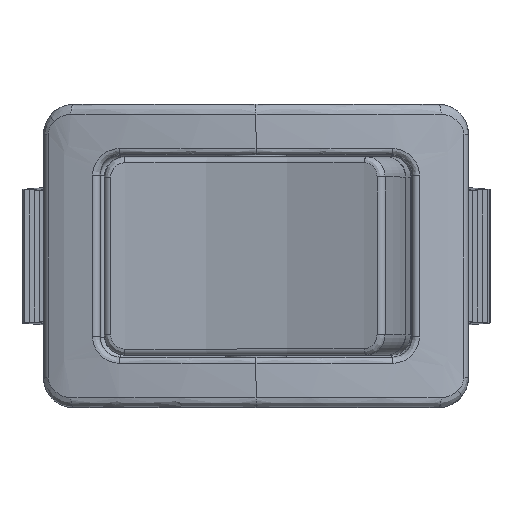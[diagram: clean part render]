
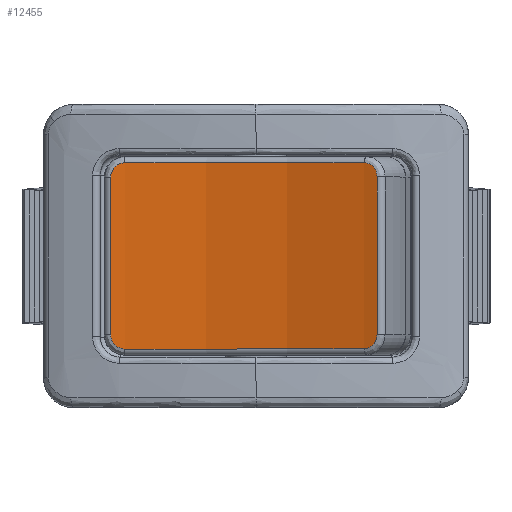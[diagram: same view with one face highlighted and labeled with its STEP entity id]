
A CAD part, top view. The second image highlights one B-rep face of the part: STEP entity #12455.
In plain terms, the highlighted cylindrical face has radius 30 mm (diameter 60 mm), a partial arc.
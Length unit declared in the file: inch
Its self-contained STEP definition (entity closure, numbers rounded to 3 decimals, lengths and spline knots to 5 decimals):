
#66=B_SPLINE_CURVE_WITH_KNOTS('',3,(#17855,#17856,#17857,#17858,#17859,
#17860,#17861,#17862,#17863,#17864,#17865,#17866,#17867,#17868,#17869,#17870,
#17871,#17872),.UNSPECIFIED.,.F.,.F.,(4,2,2,2,2,2,2,2,4),(0.,
0.11372,0.24422,0.37485,0.5,0.63673,
0.76753,0.89828,1.),.UNSPECIFIED.);
#67=B_SPLINE_CURVE_WITH_KNOTS('',3,(#17874,#17875,#17876,#17877,#17878,
#17879,#17880,#17881,#17882,#17883,#17884,#17885,#17886,#17887,#17888,#17889,
#17890,#17891),.UNSPECIFIED.,.F.,.F.,(4,2,2,2,2,2,2,2,4),(0.,
0.10172,0.23247,0.36327,0.5,0.62515,
0.75578,0.88628,1.),.UNSPECIFIED.);
#68=B_SPLINE_CURVE_WITH_KNOTS('',3,(#17895,#17896,#17897,#17898,#17899,
#17900,#17901,#17902,#17903,#17904,#17905,#17906,#17907,#17908,#17909,#17910,
#17911,#17912),.UNSPECIFIED.,.F.,.F.,(4,2,2,2,2,2,2,2,4),(0.,
0.1015,0.232,0.36261,0.5,0.62448,
0.75528,0.88604,1.),.UNSPECIFIED.);
#69=B_SPLINE_CURVE_WITH_KNOTS('',3,(#17916,#17917,#17918,#17919,#17920,
#17921,#17922,#17923,#17924,#17925,#17926,#17927,#17928,#17929,#17930,#17931,
#17932,#17933),.UNSPECIFIED.,.F.,.F.,(4,2,2,2,2,2,2,2,4),(0.,
0.11396,0.24472,0.37552,0.5,0.63739,
0.768,0.8985,1.),.UNSPECIFIED.);
#684=FACE_OUTER_BOUND('',#1375,.T.);
#1375=EDGE_LOOP('',(#8534,#8535,#8536,#8537,#8538,#8539,#8540,#8541));
#2216=CIRCLE('',#13197,1.1811);
#2219=CIRCLE('',#13201,1.1811);
#2540=LINE('',#17893,#3930);
#2541=LINE('',#17934,#3931);
#3930=VECTOR('',#14334,0.30709);
#3931=VECTOR('',#14337,0.30709);
#5342=VERTEX_POINT('',#17848);
#5343=VERTEX_POINT('',#17849);
#5344=VERTEX_POINT('',#17854);
#5345=VERTEX_POINT('',#17873);
#5346=VERTEX_POINT('',#17892);
#5347=VERTEX_POINT('',#17894);
#5348=VERTEX_POINT('',#17913);
#5349=VERTEX_POINT('',#17915);
#6592=EDGE_CURVE('',#5342,#5343,#2216,.T.);
#6595=EDGE_CURVE('',#5342,#5344,#66,.T.);
#6596=EDGE_CURVE('',#5345,#5343,#67,.T.);
#6597=EDGE_CURVE('',#5346,#5345,#2540,.T.);
#6598=EDGE_CURVE('',#5347,#5346,#68,.T.);
#6599=EDGE_CURVE('',#5347,#5348,#2219,.T.);
#6600=EDGE_CURVE('',#5349,#5348,#69,.T.);
#6601=EDGE_CURVE('',#5344,#5349,#2541,.T.);
#8534=ORIENTED_EDGE('',*,*,#6595,.F.);
#8535=ORIENTED_EDGE('',*,*,#6592,.T.);
#8536=ORIENTED_EDGE('',*,*,#6596,.F.);
#8537=ORIENTED_EDGE('',*,*,#6597,.F.);
#8538=ORIENTED_EDGE('',*,*,#6598,.F.);
#8539=ORIENTED_EDGE('',*,*,#6599,.T.);
#8540=ORIENTED_EDGE('',*,*,#6600,.F.);
#8541=ORIENTED_EDGE('',*,*,#6601,.F.);
#12287=CYLINDRICAL_SURFACE('',#13200,1.1811);
#12455=ADVANCED_FACE('',(#684),#12287,.F.);
#13197=AXIS2_PLACEMENT_3D('',#17850,#14326,#14327);
#13200=AXIS2_PLACEMENT_3D('',#17853,#14332,#14333);
#13201=AXIS2_PLACEMENT_3D('',#17914,#14335,#14336);
#14326=DIRECTION('center_axis',(0.,1.,0.));
#14327=DIRECTION('ref_axis',(0.384,0.,-0.923));
#14332=DIRECTION('center_axis',(0.,-1.,0.));
#14333=DIRECTION('ref_axis',(0.982,0.,0.191));
#14334=DIRECTION('',(0.,1.,0.));
#14335=DIRECTION('center_axis',(0.,-1.,0.));
#14336=DIRECTION('ref_axis',(-0.01,0.,-1.));
#14337=DIRECTION('',(0.,-1.,0.));
#17848=CARTESIAN_POINT('',(0.21048,0.1811,0.7197));
#17849=CARTESIAN_POINT('',(-0.25534,0.1811,0.62916));
#17850=CARTESIAN_POINT('Origin',(-0.2432,0.1811,1.8102));
#17853=CARTESIAN_POINT('Origin',(-0.2432,0.19291,1.8102));
#17854=CARTESIAN_POINT('',(0.23556,0.15354,0.73048));
#17855=CARTESIAN_POINT('Ctrl Pts',(0.21048,0.1811,
0.7197));
#17856=CARTESIAN_POINT('Ctrl Pts',(0.21198,0.1811,
0.72033));
#17857=CARTESIAN_POINT('Ctrl Pts',(0.21349,0.18095,
0.72096));
#17858=CARTESIAN_POINT('Ctrl Pts',(0.21666,0.18033,0.72229));
#17859=CARTESIAN_POINT('Ctrl Pts',(0.21832,0.1798,
0.72299));
#17860=CARTESIAN_POINT('Ctrl Pts',(0.22151,0.17838,
0.72435));
#17861=CARTESIAN_POINT('Ctrl Pts',(0.22303,0.1775,
0.72501));
#17862=CARTESIAN_POINT('Ctrl Pts',(0.22582,0.17544,
0.72621));
#17863=CARTESIAN_POINT('Ctrl Pts',(0.22709,0.17429,
0.72676));
#17864=CARTESIAN_POINT('Ctrl Pts',(0.22951,0.17163,
0.72781));
#17865=CARTESIAN_POINT('Ctrl Pts',(0.23064,0.17008,0.72831));
#17866=CARTESIAN_POINT('Ctrl Pts',(0.23253,0.16684,
0.72914));
#17867=CARTESIAN_POINT('Ctrl Pts',(0.2333,0.16515,
0.72948));
#17868=CARTESIAN_POINT('Ctrl Pts',(0.23452,0.16162,
0.73002));
#17869=CARTESIAN_POINT('Ctrl Pts',(0.23497,0.15979,
0.73021));
#17870=CARTESIAN_POINT('Ctrl Pts',(0.23545,0.15648,
0.73043));
#17871=CARTESIAN_POINT('Ctrl Pts',(0.23556,0.15501,0.73047));
#17872=CARTESIAN_POINT('Ctrl Pts',(0.23556,0.15354,0.73048));
#17873=CARTESIAN_POINT('',(-0.28262,0.15354,0.62975));
#17874=CARTESIAN_POINT('Ctrl Pts',(-0.28262,0.15354,
0.62975));
#17875=CARTESIAN_POINT('Ctrl Pts',(-0.28262,0.15501,
0.62975));
#17876=CARTESIAN_POINT('Ctrl Pts',(-0.2825,0.15648,
0.62975));
#17877=CARTESIAN_POINT('Ctrl Pts',(-0.28198,0.15979,
0.62973));
#17878=CARTESIAN_POINT('Ctrl Pts',(-0.28149,0.16162,
0.62971));
#17879=CARTESIAN_POINT('Ctrl Pts',(-0.28016,0.16515,
0.62967));
#17880=CARTESIAN_POINT('Ctrl Pts',(-0.27931,0.16684,
0.62965));
#17881=CARTESIAN_POINT('Ctrl Pts',(-0.27725,0.17008,
0.62958));
#17882=CARTESIAN_POINT('Ctrl Pts',(-0.27602,0.17163,
0.62955));
#17883=CARTESIAN_POINT('Ctrl Pts',(-0.27338,0.17429,
0.62948));
#17884=CARTESIAN_POINT('Ctrl Pts',(-0.27199,0.17544,
0.62944));
#17885=CARTESIAN_POINT('Ctrl Pts',(-0.26896,0.1775,
0.62937));
#17886=CARTESIAN_POINT('Ctrl Pts',(-0.2673,0.17838,
0.62934));
#17887=CARTESIAN_POINT('Ctrl Pts',(-0.26384,0.1798,
0.62927));
#17888=CARTESIAN_POINT('Ctrl Pts',(-0.26203,0.18033,
0.62924));
#17889=CARTESIAN_POINT('Ctrl Pts',(-0.25859,0.18095,
0.62919));
#17890=CARTESIAN_POINT('Ctrl Pts',(-0.25696,0.1811,
0.62917));
#17891=CARTESIAN_POINT('Ctrl Pts',(-0.25534,0.1811,0.62916));
#17892=CARTESIAN_POINT('',(-0.28262,-0.15354,0.62975));
#17893=CARTESIAN_POINT('',(-0.28262,-0.15354,0.62975));
#17894=CARTESIAN_POINT('',(-0.25534,-0.1811,0.62916));
#17895=CARTESIAN_POINT('Ctrl Pts',(-0.25534,-0.1811,
0.62916));
#17896=CARTESIAN_POINT('Ctrl Pts',(-0.25679,-0.1811,
0.62917));
#17897=CARTESIAN_POINT('Ctrl Pts',(-0.25824,-0.18099,
0.62919));
#17898=CARTESIAN_POINT('Ctrl Pts',(-0.26152,-0.18045,
0.62923));
#17899=CARTESIAN_POINT('Ctrl Pts',(-0.26333,-0.17996,
0.62926));
#17900=CARTESIAN_POINT('Ctrl Pts',(-0.26682,-0.17861,
0.62933));
#17901=CARTESIAN_POINT('Ctrl Pts',(-0.2685,-0.17776,
0.62936));
#17902=CARTESIAN_POINT('Ctrl Pts',(-0.27172,-0.17567,
0.62944));
#17903=CARTESIAN_POINT('Ctrl Pts',(-0.27326,-0.17442,
0.62948));
#17904=CARTESIAN_POINT('Ctrl Pts',(-0.27589,-0.17175,
0.62955));
#17905=CARTESIAN_POINT('Ctrl Pts',(-0.27703,-0.17036,
0.62958));
#17906=CARTESIAN_POINT('Ctrl Pts',(-0.27905,-0.1673,
0.62964));
#17907=CARTESIAN_POINT('Ctrl Pts',(-0.27993,-0.16562,
0.62967));
#17908=CARTESIAN_POINT('Ctrl Pts',(-0.28133,-0.16213,
0.62971));
#17909=CARTESIAN_POINT('Ctrl Pts',(-0.28185,-0.1603,
0.62973));
#17910=CARTESIAN_POINT('Ctrl Pts',(-0.28247,-0.15683,
0.62975));
#17911=CARTESIAN_POINT('Ctrl Pts',(-0.28262,-0.15518,
0.62975));
#17912=CARTESIAN_POINT('Ctrl Pts',(-0.28262,-0.15354,
0.62975));
#17913=CARTESIAN_POINT('',(0.21048,-0.1811,0.7197));
#17914=CARTESIAN_POINT('Origin',(-0.2432,-0.1811,
1.8102));
#17915=CARTESIAN_POINT('',(0.23556,-0.15354,0.73048));
#17916=CARTESIAN_POINT('Ctrl Pts',(0.23556,-0.15354,
0.73048));
#17917=CARTESIAN_POINT('Ctrl Pts',(0.23556,-0.15518,
0.73047));
#17918=CARTESIAN_POINT('Ctrl Pts',(0.23542,-0.15683,
0.73042));
#17919=CARTESIAN_POINT('Ctrl Pts',(0.23485,-0.1603,
0.73016));
#17920=CARTESIAN_POINT('Ctrl Pts',(0.23438,-0.16213,
0.72995));
#17921=CARTESIAN_POINT('Ctrl Pts',(0.2331,-0.16562,
0.72939));
#17922=CARTESIAN_POINT('Ctrl Pts',(0.23229,-0.1673,
0.72903));
#17923=CARTESIAN_POINT('Ctrl Pts',(0.23044,-0.17036,
0.72822));
#17924=CARTESIAN_POINT('Ctrl Pts',(0.2294,-0.17175,
0.72776));
#17925=CARTESIAN_POINT('Ctrl Pts',(0.22698,-0.17442,0.72671));
#17926=CARTESIAN_POINT('Ctrl Pts',(0.22557,-0.17567,
0.7261));
#17927=CARTESIAN_POINT('Ctrl Pts',(0.22261,-0.17776,
0.72483));
#17928=CARTESIAN_POINT('Ctrl Pts',(0.22107,-0.17861,
0.72417));
#17929=CARTESIAN_POINT('Ctrl Pts',(0.21786,-0.17996,
0.7228));
#17930=CARTESIAN_POINT('Ctrl Pts',(0.21619,-0.18045,
0.72209));
#17931=CARTESIAN_POINT('Ctrl Pts',(0.21316,-0.18099,
0.72082));
#17932=CARTESIAN_POINT('Ctrl Pts',(0.21182,-0.1811,
0.72026));
#17933=CARTESIAN_POINT('Ctrl Pts',(0.21048,-0.1811,
0.7197));
#17934=CARTESIAN_POINT('',(0.23556,0.15354,0.73048));
